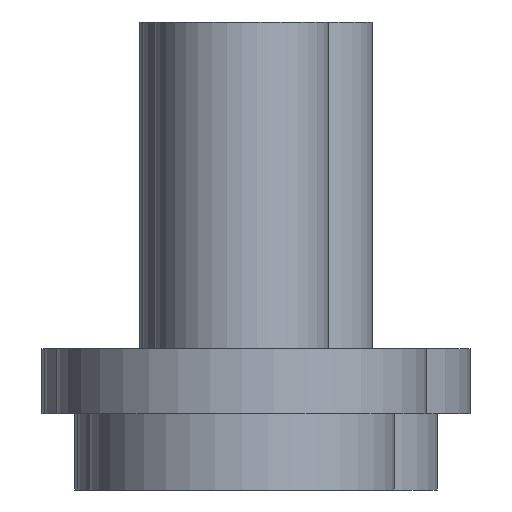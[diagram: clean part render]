
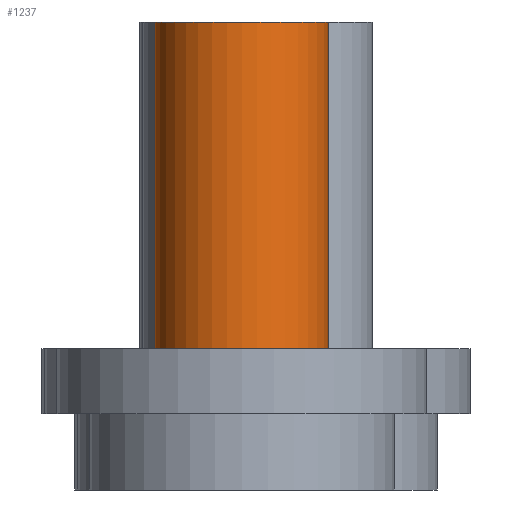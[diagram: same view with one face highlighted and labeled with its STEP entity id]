
A CAD part, left-side view. The second image highlights one B-rep face of the part: STEP entity #1237.
In plain terms, the highlighted cylindrical face has radius 4 mm (diameter 8 mm), a full revolution.
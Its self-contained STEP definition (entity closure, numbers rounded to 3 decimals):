
#75=CIRCLE('',#1371,4.);
#76=CIRCLE('',#1372,4.);
#98=CYLINDRICAL_SURFACE('',#1370,4.);
#175=FACE_OUTER_BOUND('',#271,.T.);
#271=EDGE_LOOP('',(#1083,#1084,#1085,#1086));
#397=LINE('',#2075,#516);
#516=VECTOR('',#1721,4.);
#619=VERTEX_POINT('',#2072);
#620=VERTEX_POINT('',#2074);
#775=EDGE_CURVE('',#619,#619,#75,.T.);
#776=EDGE_CURVE('',#619,#620,#397,.T.);
#777=EDGE_CURVE('',#620,#620,#76,.T.);
#1083=ORIENTED_EDGE('',*,*,#775,.F.);
#1084=ORIENTED_EDGE('',*,*,#776,.T.);
#1085=ORIENTED_EDGE('',*,*,#777,.F.);
#1086=ORIENTED_EDGE('',*,*,#776,.F.);
#1237=ADVANCED_FACE('',(#175),#98,.T.);
#1370=AXIS2_PLACEMENT_3D('',#2071,#1717,#1718);
#1371=AXIS2_PLACEMENT_3D('',#2073,#1719,#1720);
#1372=AXIS2_PLACEMENT_3D('',#2076,#1722,#1723);
#1717=DIRECTION('center_axis',(0.,0.,1.));
#1718=DIRECTION('ref_axis',(-1.,0.,0.));
#1719=DIRECTION('center_axis',(0.,0.,1.));
#1720=DIRECTION('ref_axis',(-1.,0.,0.));
#1721=DIRECTION('',(0.,0.,-1.));
#1722=DIRECTION('center_axis',(0.,0.,-1.));
#1723=DIRECTION('ref_axis',(-1.,0.,0.));
#2071=CARTESIAN_POINT('Origin',(-202.181,150.408,-146.));
#2072=CARTESIAN_POINT('',(-198.181,150.408,-131.));
#2073=CARTESIAN_POINT('Origin',(-202.181,150.408,-131.));
#2074=CARTESIAN_POINT('',(-198.181,150.408,-146.));
#2075=CARTESIAN_POINT('',(-198.181,150.408,-146.));
#2076=CARTESIAN_POINT('Origin',(-202.181,150.408,-146.));
